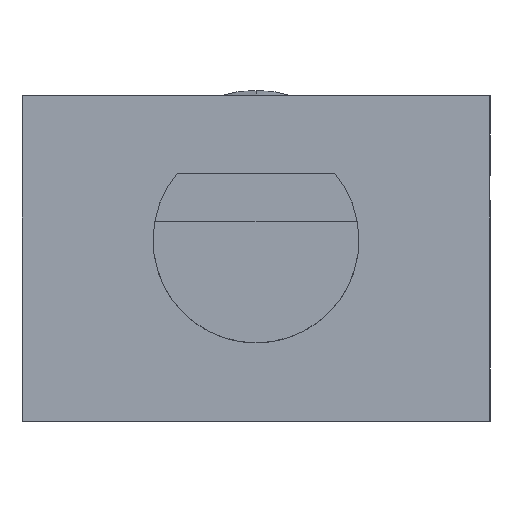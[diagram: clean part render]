
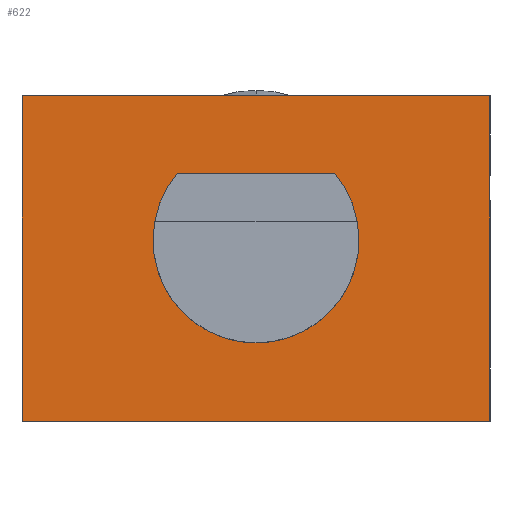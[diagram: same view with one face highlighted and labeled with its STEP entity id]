
A CAD part, left-side view. The second image highlights one B-rep face of the part: STEP entity #622.
In plain terms, the highlighted planar face has unit normal (-1, 0, 0).
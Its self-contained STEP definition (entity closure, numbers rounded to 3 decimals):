
#370=EDGE_CURVE('',#384,#496,#885,.T.);
#384=VERTEX_POINT('',#900);
#402=EDGE_CURVE('',#420,#496,#919,.T.);
#420=VERTEX_POINT('',#939);
#474=EDGE_CURVE('',#506,#596,#998,.T.);
#496=VERTEX_POINT('',#1022);
#506=VERTEX_POINT('',#1034);
#596=VERTEX_POINT('',#1142);
#598=VERTEX_POINT('',#1144);
#604=EDGE_CURVE('',#618,#598,#1150,.T.);
#618=VERTEX_POINT('',#1164);
#620=EDGE_CURVE('',#596,#598,#1166,.T.);
#622=ADVANCED_FACE('',(#1168,#1169),#1170,.T.);
#636=EDGE_CURVE('',#384,#420,#1185,.T.);
#706=EDGE_CURVE('',#618,#506,#1260,.T.);
#885=LINE('',#1490,#1491);
#900=CARTESIAN_POINT('',(12.,-11.0,19.4));
#919=CIRCLE('',#1549,11.0);
#939=CARTESIAN_POINT('',(12.0,0.,8.4));
#998=LINE('',#1708,#1709);
#1022=CARTESIAN_POINT('',(12.,11.0,19.4));
#1034=CARTESIAN_POINT('',(12.0,-25.0,0.0));
#1142=CARTESIAN_POINT('',(12.0,-25.0,34.8));
#1144=CARTESIAN_POINT('',(12.0,25.0,34.8));
#1150=LINE('',#1948,#1949);
#1164=CARTESIAN_POINT('',(12.0,25.0,0.0));
#1166=LINE('',#1973,#1974);
#1168=FACE_BOUND('',#1976,.T.);
#1169=FACE_OUTER_BOUND('',#1977,.T.);
#1170=PLANE('',#1978);
#1185=CIRCLE('',#1998,11.0);
#1260=LINE('',#2100,#2101);
#1490=CARTESIAN_POINT('',(12.,-11.0,19.4));
#1491=VECTOR('',#2316,1.0);
#1549=AXIS2_PLACEMENT_3D('',#2342,#2343,#2344);
#1708=CARTESIAN_POINT('',(12.0,-25.0,0.0));
#1709=VECTOR('',#2420,1.0);
#1948=CARTESIAN_POINT('',(12.0,25.0,0.0));
#1949=VECTOR('',#2609,1.0);
#1973=CARTESIAN_POINT('',(12.0,25.0,34.8));
#1974=VECTOR('',#2616,1.0);
#1976=EDGE_LOOP('',(#2618,#2619,#2620));
#1977=EDGE_LOOP('',(#2621,#2622,#2623,#2624));
#1978=AXIS2_PLACEMENT_3D('',#2625,#2626,#2627);
#1998=AXIS2_PLACEMENT_3D('',#2642,#2643,#2644);
#2100=CARTESIAN_POINT('',(12.0,25.0,0.0));
#2101=VECTOR('',#2734,1.0);
#2316=DIRECTION('',(0.0,1.0,0.0));
#2342=CARTESIAN_POINT('',(12.0,0.,19.4));
#2343=DIRECTION('',(1.0,0.0,0.0));
#2344=DIRECTION('',(0.0,0.,1.0));
#2420=DIRECTION('',(0.0,0.0,1.0));
#2609=DIRECTION('',(0.0,0.0,1.0));
#2616=DIRECTION('',(0.0,1.0,0.0));
#2618=ORIENTED_EDGE('',*,*,#636,.T.);
#2619=ORIENTED_EDGE('',*,*,#402,.T.);
#2620=ORIENTED_EDGE('',*,*,#370,.F.);
#2621=ORIENTED_EDGE('',*,*,#620,.T.);
#2622=ORIENTED_EDGE('',*,*,#604,.F.);
#2623=ORIENTED_EDGE('',*,*,#706,.T.);
#2624=ORIENTED_EDGE('',*,*,#474,.T.);
#2625=CARTESIAN_POINT('',(12.0,-25.0,0.0));
#2626=DIRECTION('',(-1.0,0.0,0.0));
#2627=DIRECTION('',(0.0,0.0,-1.0));
#2642=CARTESIAN_POINT('',(12.0,0.,19.4));
#2643=DIRECTION('',(1.0,0.0,0.0));
#2644=DIRECTION('',(0.0,0.,1.0));
#2734=DIRECTION('',(0.0,-1.0,0.0));
